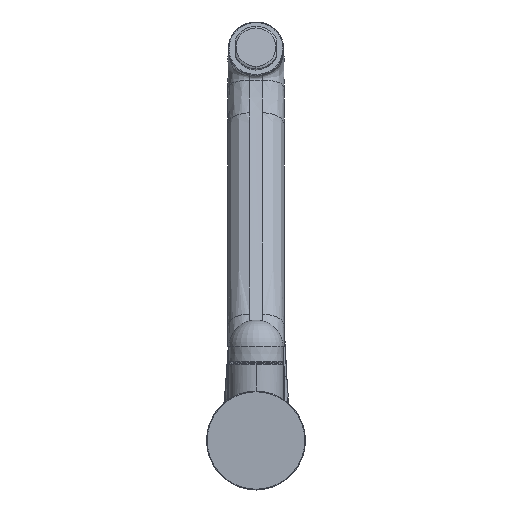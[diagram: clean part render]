
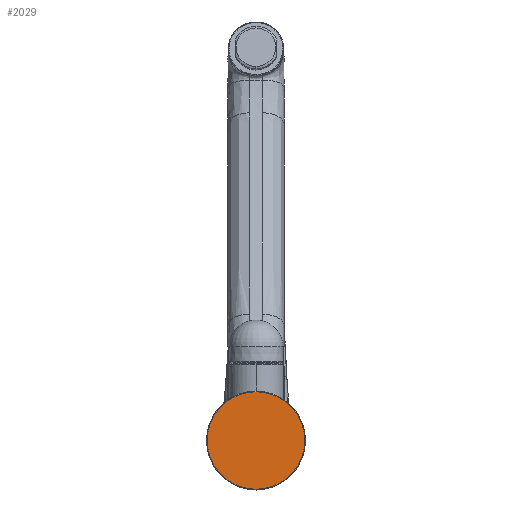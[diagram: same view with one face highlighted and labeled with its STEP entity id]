
A CAD part, front view. The second image highlights one B-rep face of the part: STEP entity #2029.
In plain terms, the highlighted planar face has unit normal (0, -1, 0).
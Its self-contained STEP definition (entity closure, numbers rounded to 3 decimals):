
#11 = DIRECTION ( 'NONE',  ( 0., -1., 0. ) ) ;
#1212 = DIRECTION ( 'NONE',  ( -1., 0., 0. ) ) ;
#1419 = EDGE_LOOP ( 'NONE', ( #13073, #16350 ) ) ;
#2029 = ADVANCED_FACE ( 'NONE', ( #15762 ), #8304, .T. ) ;
#3194 = CARTESIAN_POINT ( 'NONE',  ( -78.026, 314.427, 484.949 ) ) ;
#3598 = CARTESIAN_POINT ( 'NONE',  ( -25.104, 314.427, 484.949 ) ) ;
#5505 = DIRECTION ( 'NONE',  ( -1., 0., 0. ) ) ;
#5575 = CARTESIAN_POINT ( 'NONE',  ( -51.565, 314.427, 484.949 ) ) ;
#5592 = AXIS2_PLACEMENT_3D ( 'NONE', #5575, #20773, #5505 ) ;
#6003 = AXIS2_PLACEMENT_3D ( 'NONE', #14760, #14615, #1212 ) ;
#7745 = EDGE_CURVE ( 'NONE', #18625, #15700, #10968, .T. ) ;
#8304 = PLANE ( 'NONE',  #11680 ) ;
#10137 = CARTESIAN_POINT ( 'NONE',  ( -75.565, 314.427, 484.949 ) ) ;
#10968 = CIRCLE ( 'NONE', #6003, 26.461 ) ;
#11680 = AXIS2_PLACEMENT_3D ( 'NONE', #10137, #11, #13394 ) ;
#12847 = CIRCLE ( 'NONE', #5592, 26.461 ) ;
#13073 = ORIENTED_EDGE ( 'NONE', *, *, #18759, .T. ) ;
#13394 = DIRECTION ( 'NONE',  ( 0., 0., 1. ) ) ;
#14615 = DIRECTION ( 'NONE',  ( 0., -1., 0. ) ) ;
#14760 = CARTESIAN_POINT ( 'NONE',  ( -51.565, 314.427, 484.949 ) ) ;
#15700 = VERTEX_POINT ( 'NONE', #3194 ) ;
#15762 = FACE_OUTER_BOUND ( 'NONE', #1419, .T. ) ;
#16350 = ORIENTED_EDGE ( 'NONE', *, *, #7745, .T. ) ;
#18625 = VERTEX_POINT ( 'NONE', #3598 ) ;
#18759 = EDGE_CURVE ( 'NONE', #15700, #18625, #12847, .T. ) ;
#20773 = DIRECTION ( 'NONE',  ( 0., -1., 0. ) ) ;
